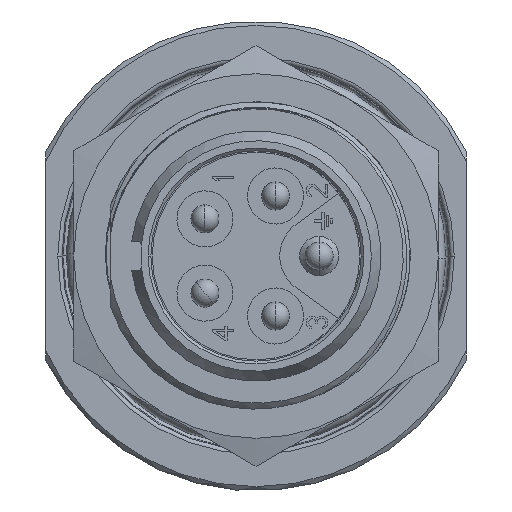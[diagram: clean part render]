
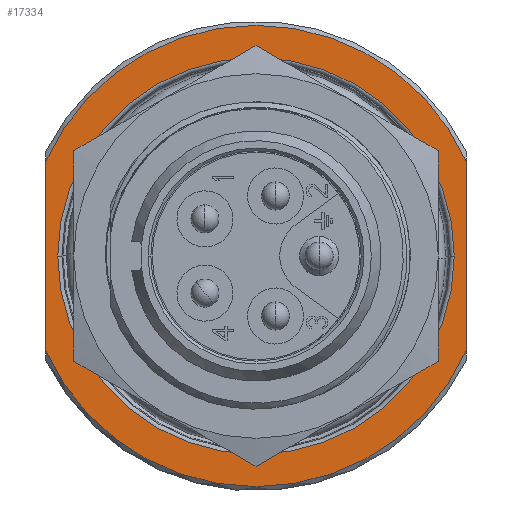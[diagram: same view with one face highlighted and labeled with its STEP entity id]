
A CAD part, left-side view. The second image highlights one B-rep face of the part: STEP entity #17334.
In plain terms, the highlighted planar face has unit normal (-1, 0, 0).
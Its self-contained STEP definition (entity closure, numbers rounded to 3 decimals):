
#5071=DIRECTION('',(0.,0.,-1.));
#5072=VECTOR('',#5071,13.506);
#5073=CARTESIAN_POINT('',(20.5,15.,6.753));
#5074=LINE('921',#5073,#5072);
#5075=CARTESIAN_POINT('',(20.5,0.,0.));
#5076=DIRECTION('',(1.,0.,0.));
#5077=DIRECTION('',(0.,0.912,0.411));
#5078=AXIS2_PLACEMENT_3D('',#5075,#5076,#5077);
#5080=DIRECTION('',(0.,0.,1.));
#5081=VECTOR('',#5080,13.506);
#5082=CARTESIAN_POINT('',(20.5,-15.,-6.753));
#5083=LINE('922',#5082,#5081);
#5084=CARTESIAN_POINT('',(20.5,0.,0.));
#5085=DIRECTION('',(-1.,0.,0.));
#5086=DIRECTION('',(0.,0.912,-0.411));
#5087=AXIS2_PLACEMENT_3D('',#5084,#5085,#5086);
#5099=CARTESIAN_POINT('',(20.5,0.,0.));
#5100=DIRECTION('',(1.,0.,0.));
#5101=DIRECTION('',(0.,-1.,0.));
#5102=AXIS2_PLACEMENT_3D('',#5099,#5100,#5101);
#5114=CARTESIAN_POINT('',(20.5,0.,0.));
#5115=DIRECTION('',(1.,0.,0.));
#5116=DIRECTION('',(0.,1.,0.));
#5117=AXIS2_PLACEMENT_3D('',#5114,#5115,#5116);
#9575=CARTESIAN_POINT('',(20.5,15.,6.753));
#9576=CARTESIAN_POINT('',(20.5,15.,-6.753));
#9577=VERTEX_POINT('',#9575);
#9578=VERTEX_POINT('',#9576);
#9579=CARTESIAN_POINT('',(20.5,-15.,-6.753));
#9580=CARTESIAN_POINT('',(20.5,-15.,6.753));
#9581=VERTEX_POINT('',#9579);
#9582=VERTEX_POINT('',#9580);
#9619=CARTESIAN_POINT('',(20.5,-14.139,0.));
#9620=CARTESIAN_POINT('',(20.5,14.139,0.));
#9621=VERTEX_POINT('',#9619);
#9622=VERTEX_POINT('',#9620);
#17316=CARTESIAN_POINT('',(20.5,0.,0.));
#17317=DIRECTION('',(1.,0.,0.));
#17318=DIRECTION('',(0.,-1.,0.));
#17319=AXIS2_PLACEMENT_3D('',#17316,#17317,#17318);
#17320=PLANE('249',#17319);
#17321=ORIENTED_EDGE('921',*,*,#17229,.F.);
#17323=ORIENTED_EDGE('936',*,*,#17322,.T.);
#17324=ORIENTED_EDGE('922',*,*,#17266,.F.);
#17325=ORIENTED_EDGE('940',*,*,#17309,.F.);
#17326=EDGE_LOOP('249',(#17321,#17323,#17324,#17325));
#17327=FACE_OUTER_BOUND('249',#17326,.F.);
#17329=ORIENTED_EDGE('962',*,*,#17328,.F.);
#17331=ORIENTED_EDGE('964',*,*,#17330,.F.);
#17332=EDGE_LOOP('249',(#17329,#17331));
#17333=FACE_BOUND('249',#17332,.F.);
#5079=CIRCLE('936',#5078,16.45);
#5088=CIRCLE('940',#5087,16.45);
#5103=CIRCLE('962',#5102,14.139);
#5118=CIRCLE('964',#5117,14.139);
#17229=EDGE_CURVE('921',#9577,#9578,#5074,.T.);
#17266=EDGE_CURVE('922',#9581,#9582,#5083,.T.);
#17309=EDGE_CURVE('940',#9578,#9581,#5088,.T.);
#17322=EDGE_CURVE('936',#9577,#9582,#5079,.T.);
#17328=EDGE_CURVE('962',#9621,#9622,#5103,.T.);
#17330=EDGE_CURVE('964',#9622,#9621,#5118,.T.);
#17334=ADVANCED_FACE('249',(#17327,#17333),#17320,.F.);
